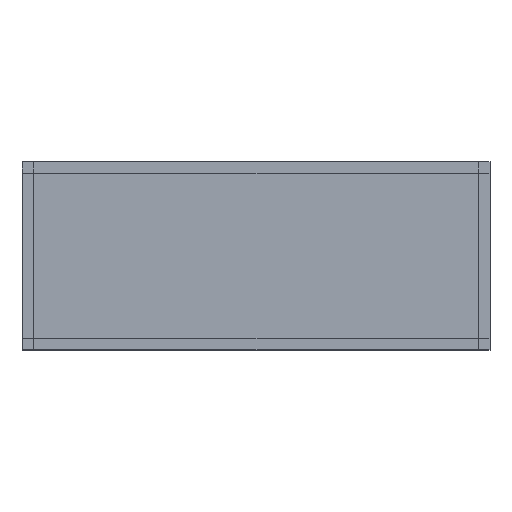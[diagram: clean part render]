
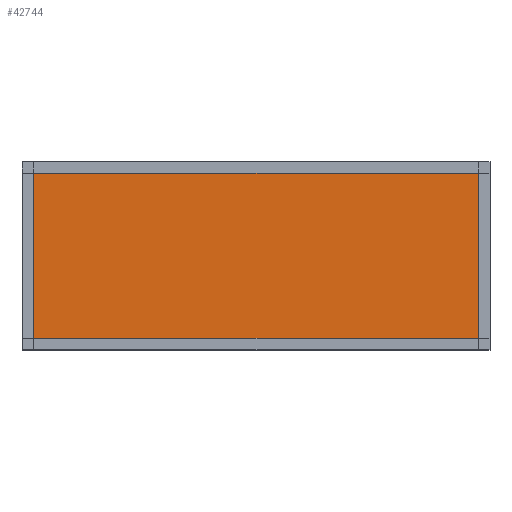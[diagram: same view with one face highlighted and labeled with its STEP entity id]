
A CAD part, top view. The second image highlights one B-rep face of the part: STEP entity #42744.
In plain terms, the highlighted free-form (B-spline) face has degree [1, 1] with [2, 2] control points.
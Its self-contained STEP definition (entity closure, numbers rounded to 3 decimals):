
#39890 = VERTEX_POINT('',#39891);
#39891 = CARTESIAN_POINT('',(179.764,179.764,
    3471.833));
#39898 = VERTEX_POINT('',#39899);
#39899 = CARTESIAN_POINT('',(7080.287,179.764,
    3471.833));
#39904 = EDGE_CURVE('',#39890,#39898,#39905,.T.);
#39905 = B_SPLINE_CURVE_WITH_KNOTS('',1,(#39906,#39907),.UNSPECIFIED.,
  .F.,.F.,(2,2),(0.,5758.),.PIECEWISE_BEZIER_KNOTS.);
#39906 = CARTESIAN_POINT('',(179.764,179.764,
    3471.833));
#39907 = CARTESIAN_POINT('',(7080.287,179.764,
    3471.833));
#41095 = VERTEX_POINT('',#41096);
#41096 = CARTESIAN_POINT('',(179.764,2741.993,
    3471.833));
#41101 = EDGE_CURVE('',#41095,#41102,#41104,.T.);
#41102 = VERTEX_POINT('',#41103);
#41103 = CARTESIAN_POINT('',(7080.287,2741.993,
    3471.833));
#41104 = B_SPLINE_CURVE_WITH_KNOTS('',1,(#41105,#41106),.UNSPECIFIED.,
  .F.,.F.,(2,2),(0.,5758.),.PIECEWISE_BEZIER_KNOTS.);
#41105 = CARTESIAN_POINT('',(179.764,2741.993,
    3471.833));
#41106 = CARTESIAN_POINT('',(7080.287,2741.993,
    3471.833));
#42744 = ADVANCED_FACE('',(#42745),#42759,.T.);
#42745 = FACE_BOUND('',#42746,.T.);
#42746 = EDGE_LOOP('',(#42747,#42752,#42753,#42758));
#42747 = ORIENTED_EDGE('',*,*,#42748,.F.);
#42748 = EDGE_CURVE('',#39890,#41095,#42749,.T.);
#42749 = B_SPLINE_CURVE_WITH_KNOTS('',1,(#42750,#42751),.UNSPECIFIED.,
  .F.,.F.,(2,2),(0.,2138.),.PIECEWISE_BEZIER_KNOTS.);
#42750 = CARTESIAN_POINT('',(179.764,179.764,
    3471.833));
#42751 = CARTESIAN_POINT('',(179.764,2741.993,
    3471.833));
#42752 = ORIENTED_EDGE('',*,*,#39904,.T.);
#42753 = ORIENTED_EDGE('',*,*,#42754,.T.);
#42754 = EDGE_CURVE('',#39898,#41102,#42755,.T.);
#42755 = B_SPLINE_CURVE_WITH_KNOTS('',1,(#42756,#42757),.UNSPECIFIED.,
  .F.,.F.,(2,2),(0.,2138.),.PIECEWISE_BEZIER_KNOTS.);
#42756 = CARTESIAN_POINT('',(7080.287,179.764,
    3471.833));
#42757 = CARTESIAN_POINT('',(7080.287,2741.993,
    3471.833));
#42758 = ORIENTED_EDGE('',*,*,#41101,.F.);
#42759 = B_SPLINE_SURFACE_WITH_KNOTS('',1,1,(
    (#42760,#42761)
    ,(#42762,#42763
    )),.UNSPECIFIED.,.F.,.F.,.F.,(2,2),(2,2),(0.,5758.),(0.,
    2138.),.PIECEWISE_BEZIER_KNOTS.);
#42760 = CARTESIAN_POINT('',(179.764,179.764,
    3471.833));
#42761 = CARTESIAN_POINT('',(179.764,2741.993,
    3471.833));
#42762 = CARTESIAN_POINT('',(7080.287,179.764,
    3471.833));
#42763 = CARTESIAN_POINT('',(7080.287,2741.993,
    3471.833));
